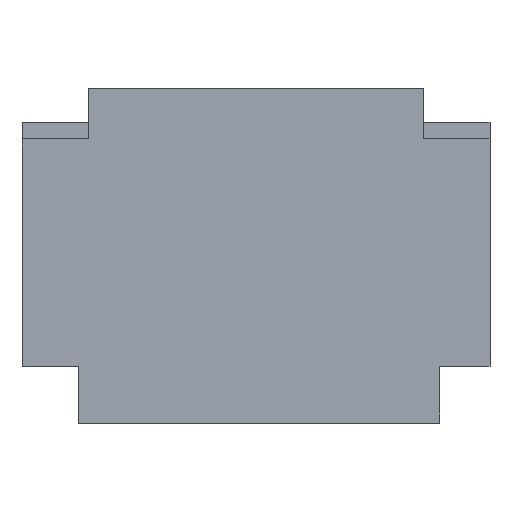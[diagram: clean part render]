
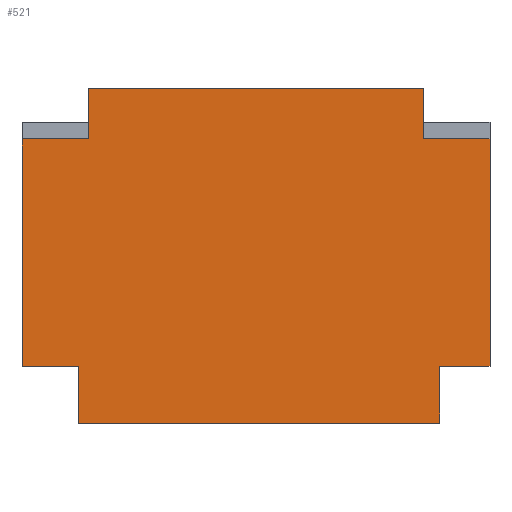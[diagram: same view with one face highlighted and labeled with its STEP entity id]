
A CAD part, top view. The second image highlights one B-rep face of the part: STEP entity #521.
In plain terms, the highlighted planar face has unit normal (0, 0, 1).
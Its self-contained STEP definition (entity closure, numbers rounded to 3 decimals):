
#91=DIRECTION('',(0.,1.,0.));
#92=VECTOR('',#91,17.);
#93=CARTESIAN_POINT('',(125.,0.,3.));
#94=LINE('',#93,#92);
#95=DIRECTION('',(1.,0.,0.));
#96=VECTOR('',#95,108.);
#97=CARTESIAN_POINT('',(17.,0.,3.));
#98=LINE('',#97,#96);
#99=DIRECTION('',(0.,1.,0.));
#100=VECTOR('',#99,17.);
#101=CARTESIAN_POINT('',(17.,0.,3.));
#102=LINE('',#101,#100);
#103=DIRECTION('',(1.,0.,0.));
#104=VECTOR('',#103,17.);
#105=CARTESIAN_POINT('',(0.,17.,3.));
#106=LINE('',#105,#104);
#107=DIRECTION('',(0.,-1.,0.));
#108=VECTOR('',#107,68.);
#109=CARTESIAN_POINT('',(0.,85.,3.));
#110=LINE('',#109,#108);
#111=DIRECTION('',(1.,0.,0.));
#112=VECTOR('',#111,20.);
#113=CARTESIAN_POINT('',(0.,85.,3.));
#114=LINE('',#113,#112);
#115=DIRECTION('',(0.,1.,0.));
#116=VECTOR('',#115,5.);
#117=CARTESIAN_POINT('',(20.,85.,3.));
#118=LINE('',#117,#116);
#119=DIRECTION('',(0.,-1.,0.));
#120=VECTOR('',#119,10.);
#121=CARTESIAN_POINT('',(20.,100.,3.));
#122=LINE('',#121,#120);
#123=DIRECTION('',(-1.,0.,0.));
#124=VECTOR('',#123,100.);
#125=CARTESIAN_POINT('',(120.,100.,3.));
#126=LINE('',#125,#124);
#127=DIRECTION('',(0.,1.,0.));
#128=VECTOR('',#127,10.);
#129=CARTESIAN_POINT('',(120.,90.,3.));
#130=LINE('',#129,#128);
#131=DIRECTION('',(0.,-1.,0.));
#132=VECTOR('',#131,5.);
#133=CARTESIAN_POINT('',(120.,90.,3.));
#134=LINE('',#133,#132);
#135=DIRECTION('',(-1.,0.,0.));
#136=VECTOR('',#135,20.);
#137=CARTESIAN_POINT('',(140.,85.,3.));
#138=LINE('',#137,#136);
#139=DIRECTION('',(0.,1.,0.));
#140=VECTOR('',#139,68.);
#141=CARTESIAN_POINT('',(140.,17.,3.));
#142=LINE('',#141,#140);
#143=DIRECTION('',(-1.,0.,0.));
#144=VECTOR('',#143,15.);
#145=CARTESIAN_POINT('',(140.,17.,3.));
#146=LINE('',#145,#144);
#277=CARTESIAN_POINT('',(120.,100.,3.));
#278=CARTESIAN_POINT('',(20.,100.,3.));
#279=VERTEX_POINT('',#277);
#280=VERTEX_POINT('',#278);
#297=CARTESIAN_POINT('',(0.,85.,3.));
#298=CARTESIAN_POINT('',(20.,85.,3.));
#299=VERTEX_POINT('',#297);
#300=VERTEX_POINT('',#298);
#301=CARTESIAN_POINT('',(20.,90.,3.));
#302=VERTEX_POINT('',#301);
#303=CARTESIAN_POINT('',(120.,90.,3.));
#304=CARTESIAN_POINT('',(120.,85.,3.));
#305=VERTEX_POINT('',#303);
#306=VERTEX_POINT('',#304);
#307=CARTESIAN_POINT('',(140.,85.,3.));
#308=VERTEX_POINT('',#307);
#337=CARTESIAN_POINT('',(125.,0.,3.));
#338=CARTESIAN_POINT('',(125.,17.,3.));
#339=VERTEX_POINT('',#337);
#340=VERTEX_POINT('',#338);
#341=CARTESIAN_POINT('',(140.,17.,3.));
#342=VERTEX_POINT('',#341);
#343=CARTESIAN_POINT('',(0.,17.,3.));
#344=CARTESIAN_POINT('',(17.,17.,3.));
#345=VERTEX_POINT('',#343);
#346=VERTEX_POINT('',#344);
#347=CARTESIAN_POINT('',(17.,0.,3.));
#348=VERTEX_POINT('',#347);
#492=CARTESIAN_POINT('',(0.,0.,3.));
#493=DIRECTION('',(0.,0.,1.));
#494=DIRECTION('',(1.,0.,0.));
#495=AXIS2_PLACEMENT_3D('',#492,#493,#494);
#496=PLANE('',#495);
#497=ORIENTED_EDGE('',*,*,#389,.F.);
#498=ORIENTED_EDGE('',*,*,#405,.F.);
#499=ORIENTED_EDGE('',*,*,#418,.T.);
#500=ORIENTED_EDGE('',*,*,#432,.F.);
#501=ORIENTED_EDGE('',*,*,#451,.F.);
#503=ORIENTED_EDGE('',*,*,#502,.T.);
#505=ORIENTED_EDGE('',*,*,#504,.T.);
#506=ORIENTED_EDGE('',*,*,#483,.F.);
#508=ORIENTED_EDGE('',*,*,#507,.F.);
#510=ORIENTED_EDGE('',*,*,#509,.F.);
#512=ORIENTED_EDGE('',*,*,#511,.T.);
#514=ORIENTED_EDGE('',*,*,#513,.F.);
#516=ORIENTED_EDGE('',*,*,#515,.F.);
#518=ORIENTED_EDGE('',*,*,#517,.T.);
#519=EDGE_LOOP('',(#497,#498,#499,#500,#501,#503,#505,#506,#508,#510,#512,#514,
#516,#518));
#520=FACE_OUTER_BOUND('',#519,.F.);
#521=ADVANCED_FACE('',(#520),#496,.T.);
#389=EDGE_CURVE('',#339,#340,#94,.T.);
#405=EDGE_CURVE('',#348,#339,#98,.T.);
#418=EDGE_CURVE('',#348,#346,#102,.T.);
#432=EDGE_CURVE('',#345,#346,#106,.T.);
#451=EDGE_CURVE('',#299,#345,#110,.T.);
#483=EDGE_CURVE('',#280,#302,#122,.T.);
#502=EDGE_CURVE('',#299,#300,#114,.T.);
#504=EDGE_CURVE('',#300,#302,#118,.T.);
#507=EDGE_CURVE('',#279,#280,#126,.T.);
#509=EDGE_CURVE('',#305,#279,#130,.T.);
#511=EDGE_CURVE('',#305,#306,#134,.T.);
#513=EDGE_CURVE('',#308,#306,#138,.T.);
#515=EDGE_CURVE('',#342,#308,#142,.T.);
#517=EDGE_CURVE('',#342,#340,#146,.T.);
